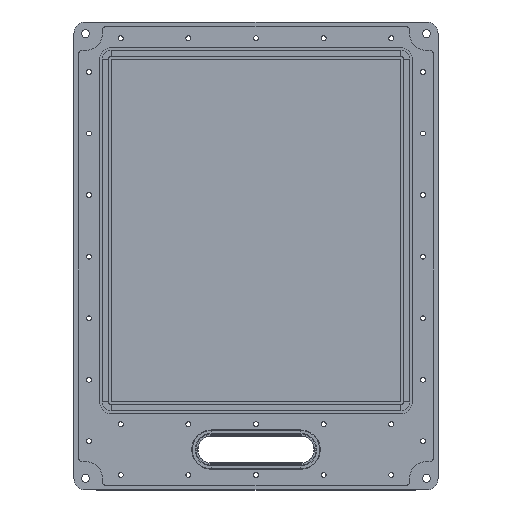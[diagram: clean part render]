
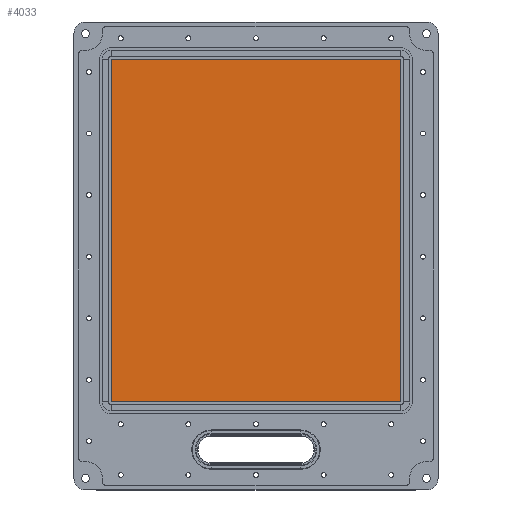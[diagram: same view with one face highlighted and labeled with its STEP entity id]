
A CAD part, top view. The second image highlights one B-rep face of the part: STEP entity #4033.
In plain terms, the highlighted planar face has unit normal (0, 0, 1).
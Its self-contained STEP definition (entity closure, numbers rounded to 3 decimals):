
#451=CIRCLE('',#4559,1.);
#452=CIRCLE('',#4562,1.);
#453=CIRCLE('',#4565,1.);
#454=CIRCLE('',#4568,1.);
#791=FACE_OUTER_BOUND('',#1103,.T.);
#1103=EDGE_LOOP('',(#3710,#3711,#3712,#3713,#3714,#3715,#3716,#3717));
#1378=LINE('',#7193,#1662);
#1381=LINE('',#7201,#1665);
#1384=LINE('',#7209,#1668);
#1387=LINE('',#7217,#1671);
#1662=VECTOR('',#5859,1.);
#1665=VECTOR('',#5868,1.);
#1668=VECTOR('',#5877,1.);
#1671=VECTOR('',#5886,1.);
#2007=VERTEX_POINT('',#7189);
#2008=VERTEX_POINT('',#7191);
#2009=VERTEX_POINT('',#7195);
#2010=VERTEX_POINT('',#7199);
#2011=VERTEX_POINT('',#7203);
#2012=VERTEX_POINT('',#7207);
#2013=VERTEX_POINT('',#7211);
#2014=VERTEX_POINT('',#7215);
#2570=EDGE_CURVE('',#2007,#2008,#1378,.F.);
#2572=EDGE_CURVE('',#2008,#2009,#451,.F.);
#2574=EDGE_CURVE('',#2009,#2010,#1381,.T.);
#2576=EDGE_CURVE('',#2010,#2011,#452,.F.);
#2578=EDGE_CURVE('',#2011,#2012,#1384,.F.);
#2580=EDGE_CURVE('',#2012,#2013,#453,.F.);
#2582=EDGE_CURVE('',#2013,#2014,#1387,.T.);
#2583=EDGE_CURVE('',#2014,#2007,#454,.F.);
#3710=ORIENTED_EDGE('',*,*,#2583,.T.);
#3711=ORIENTED_EDGE('',*,*,#2570,.T.);
#3712=ORIENTED_EDGE('',*,*,#2572,.T.);
#3713=ORIENTED_EDGE('',*,*,#2574,.T.);
#3714=ORIENTED_EDGE('',*,*,#2576,.T.);
#3715=ORIENTED_EDGE('',*,*,#2578,.T.);
#3716=ORIENTED_EDGE('',*,*,#2580,.T.);
#3717=ORIENTED_EDGE('',*,*,#2582,.T.);
#3795=PLANE('',#4569);
#4033=ADVANCED_FACE('',(#791),#3795,.F.);
#4559=AXIS2_PLACEMENT_3D('',#7197,#5863,#5864);
#4562=AXIS2_PLACEMENT_3D('',#7205,#5872,#5873);
#4565=AXIS2_PLACEMENT_3D('',#7213,#5881,#5882);
#4568=AXIS2_PLACEMENT_3D('',#7219,#5889,#5890);
#4569=AXIS2_PLACEMENT_3D('',#7220,#5891,#5892);
#5859=DIRECTION('',(0.,-1.,0.));
#5863=DIRECTION('center_axis',(0.,0.,-1.));
#5864=DIRECTION('ref_axis',(1.,0.,0.));
#5868=DIRECTION('',(-1.,0.,0.));
#5872=DIRECTION('center_axis',(0.,0.,-1.));
#5873=DIRECTION('ref_axis',(1.,0.,0.));
#5877=DIRECTION('',(0.,1.,0.));
#5881=DIRECTION('center_axis',(0.,0.,-1.));
#5882=DIRECTION('ref_axis',(1.,0.,0.));
#5886=DIRECTION('',(1.,0.,0.));
#5889=DIRECTION('center_axis',(0.,0.,-1.));
#5890=DIRECTION('ref_axis',(1.,0.,0.));
#5891=DIRECTION('center_axis',(0.,0.,-1.));
#5892=DIRECTION('ref_axis',(0.,-1.,0.));
#7189=CARTESIAN_POINT('',(128.407,130.393,-15.));
#7191=CARTESIAN_POINT('',(128.407,432.357,-15.));
#7193=CARTESIAN_POINT('',(128.407,281.375,-15.));
#7195=CARTESIAN_POINT('',(127.407,433.357,-15.));
#7197=CARTESIAN_POINT('Origin',(127.407,432.357,-15.));
#7199=CARTESIAN_POINT('',(-127.407,433.357,-15.));
#7201=CARTESIAN_POINT('',(0.,433.357,-15.));
#7203=CARTESIAN_POINT('',(-128.407,432.357,-15.));
#7205=CARTESIAN_POINT('Origin',(-127.407,432.357,-15.));
#7207=CARTESIAN_POINT('',(-128.407,130.393,-15.));
#7209=CARTESIAN_POINT('',(-128.407,281.375,-15.));
#7211=CARTESIAN_POINT('',(-127.407,129.393,-15.));
#7213=CARTESIAN_POINT('Origin',(-127.407,130.393,-15.));
#7215=CARTESIAN_POINT('',(127.407,129.393,-15.));
#7217=CARTESIAN_POINT('',(0.,129.393,-15.));
#7219=CARTESIAN_POINT('Origin',(127.407,130.393,-15.));
#7220=CARTESIAN_POINT('Origin',(-131.368,126.432,-15.));
